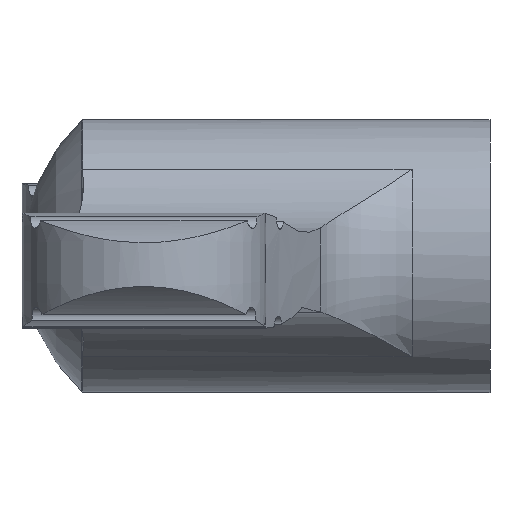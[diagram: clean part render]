
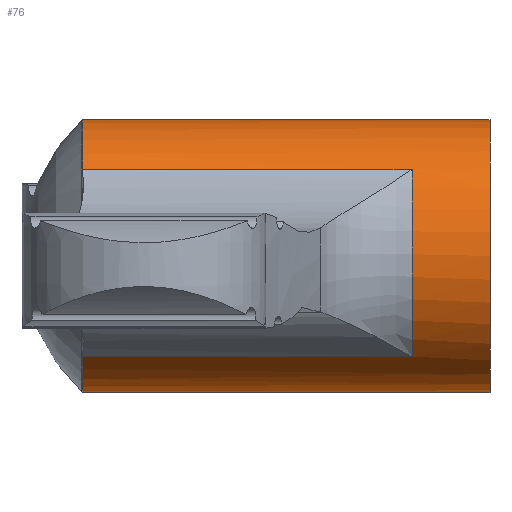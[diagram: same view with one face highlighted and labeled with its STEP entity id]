
A CAD part, left-side view. The second image highlights one B-rep face of the part: STEP entity #76.
In plain terms, the highlighted cylindrical face has radius 7 mm (diameter 14 mm), a full revolution.
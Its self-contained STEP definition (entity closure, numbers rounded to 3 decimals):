
#76 = ADVANCED_FACE( '', ( #197, #198 ), #199, .T. );
#197 = FACE_OUTER_BOUND( '', #367, .T. );
#198 = FACE_OUTER_BOUND( '', #368, .T. );
#199 = CYLINDRICAL_SURFACE( '', #369, 7. );
#367 = EDGE_LOOP( '', ( #531 ) );
#368 = EDGE_LOOP( '', ( #532, #533, #534, #535, #536, #537, #538, #539 ) );
#369 = AXIS2_PLACEMENT_3D( '', #540, #541, #542 );
#531 = ORIENTED_EDGE( '', *, *, #1016, .F. );
#532 = ORIENTED_EDGE( '', *, *, #1017, .T. );
#533 = ORIENTED_EDGE( '', *, *, #1018, .F. );
#534 = ORIENTED_EDGE( '', *, *, #1019, .F. );
#535 = ORIENTED_EDGE( '', *, *, #1020, .T. );
#536 = ORIENTED_EDGE( '', *, *, #1021, .T. );
#537 = ORIENTED_EDGE( '', *, *, #1022, .F. );
#538 = ORIENTED_EDGE( '', *, *, #1023, .F. );
#539 = ORIENTED_EDGE( '', *, *, #1024, .T. );
#540 = CARTESIAN_POINT( '', ( 0., 0., 0. ) );
#541 = DIRECTION( '', ( 0., 1., 0. ) );
#542 = DIRECTION( '', ( 0., 0., -1. ) );
#1016 = EDGE_CURVE( '', #1207, #1207, #1208, .T. );
#1017 = EDGE_CURVE( '', #1209, #1210, #1211, .T. );
#1018 = EDGE_CURVE( '', #1212, #1210, #1213, .T. );
#1019 = EDGE_CURVE( '', #1214, #1212, #1215, .T. );
#1020 = EDGE_CURVE( '', #1214, #1216, #1217, .T. );
#1021 = EDGE_CURVE( '', #1216, #1218, #1219, .T. );
#1022 = EDGE_CURVE( '', #1220, #1218, #1221, .T. );
#1023 = EDGE_CURVE( '', #1222, #1220, #1223, .T. );
#1024 = EDGE_CURVE( '', #1222, #1209, #1224, .T. );
#1207 = VERTEX_POINT( '', #1491 );
#1208 = CIRCLE( '', #1492, 7. );
#1209 = VERTEX_POINT( '', #1493 );
#1210 = VERTEX_POINT( '', #1494 );
#1211 = CIRCLE( '', #1495, 7. );
#1212 = VERTEX_POINT( '', #1496 );
#1213 = LINE( '', #1497, #1498 );
#1214 = VERTEX_POINT( '', #1499 );
#1215 = CIRCLE( '', #1500, 7. );
#1216 = VERTEX_POINT( '', #1501 );
#1217 = LINE( '', #1502, #1503 );
#1218 = VERTEX_POINT( '', #1504 );
#1219 = CIRCLE( '', #1505, 7. );
#1220 = VERTEX_POINT( '', #1506 );
#1221 = LINE( '', #1507, #1508 );
#1222 = VERTEX_POINT( '', #1509 );
#1223 = CIRCLE( '', #1510, 7. );
#1224 = LINE( '', #1511, #1512 );
#1491 = CARTESIAN_POINT( '', ( 0., 0., -7. ) );
#1492 = AXIS2_PLACEMENT_3D( '', #2408, #2409, #2410 );
#1493 = CARTESIAN_POINT( '', ( 5.418, 3.999, -4.433 ) );
#1494 = CARTESIAN_POINT( '', ( 4.732, 3.999, 5.158 ) );
#1495 = AXIS2_PLACEMENT_3D( '', #2411, #2412, #2413 );
#1496 = CARTESIAN_POINT( '', ( 4.732, 20.889, 5.158 ) );
#1497 = CARTESIAN_POINT( '', ( 4.732, 59.5, 5.158 ) );
#1498 = VECTOR( '', #2414, 1000. );
#1499 = CARTESIAN_POINT( '', ( -5.418, 20.889, 4.433 ) );
#1500 = AXIS2_PLACEMENT_3D( '', #2415, #2416, #2417 );
#1501 = CARTESIAN_POINT( '', ( -5.418, 3.999, 4.433 ) );
#1502 = CARTESIAN_POINT( '', ( -5.418, 59.5, 4.433 ) );
#1503 = VECTOR( '', #2418, 1000. );
#1504 = CARTESIAN_POINT( '', ( -4.732, 3.999, -5.158 ) );
#1505 = AXIS2_PLACEMENT_3D( '', #2419, #2420, #2421 );
#1506 = CARTESIAN_POINT( '', ( -4.732, 20.889, -5.158 ) );
#1507 = CARTESIAN_POINT( '', ( -4.732, 59.5, -5.158 ) );
#1508 = VECTOR( '', #2422, 1000. );
#1509 = CARTESIAN_POINT( '', ( 5.418, 20.889, -4.433 ) );
#1510 = AXIS2_PLACEMENT_3D( '', #2423, #2424, #2425 );
#1511 = CARTESIAN_POINT( '', ( 5.418, 59.5, -4.433 ) );
#1512 = VECTOR( '', #2426, 1000. );
#2408 = CARTESIAN_POINT( '', ( 0., 0., 0. ) );
#2409 = DIRECTION( '', ( 0., -1., 0. ) );
#2410 = DIRECTION( '', ( 0., 0., -1. ) );
#2411 = CARTESIAN_POINT( '', ( 0., 3.999, 0. ) );
#2412 = DIRECTION( '', ( 0., -1., 0. ) );
#2413 = DIRECTION( '', ( 0., 0., -1. ) );
#2414 = DIRECTION( '', ( 0., -1., 0. ) );
#2415 = CARTESIAN_POINT( '', ( 0., 20.889, 0. ) );
#2416 = DIRECTION( '', ( 0., 1., 0. ) );
#2417 = DIRECTION( '', ( 0., 0., 1. ) );
#2418 = DIRECTION( '', ( 0., -1., 0. ) );
#2419 = CARTESIAN_POINT( '', ( 0., 3.999, 0. ) );
#2420 = DIRECTION( '', ( 0., -1., 0. ) );
#2421 = DIRECTION( '', ( 0., 0., -1. ) );
#2422 = DIRECTION( '', ( 0., -1., 0. ) );
#2423 = CARTESIAN_POINT( '', ( 0., 20.889, 0. ) );
#2424 = DIRECTION( '', ( 0., 1., 0. ) );
#2425 = DIRECTION( '', ( 0., 0., 1. ) );
#2426 = DIRECTION( '', ( 0., -1., 0. ) );
